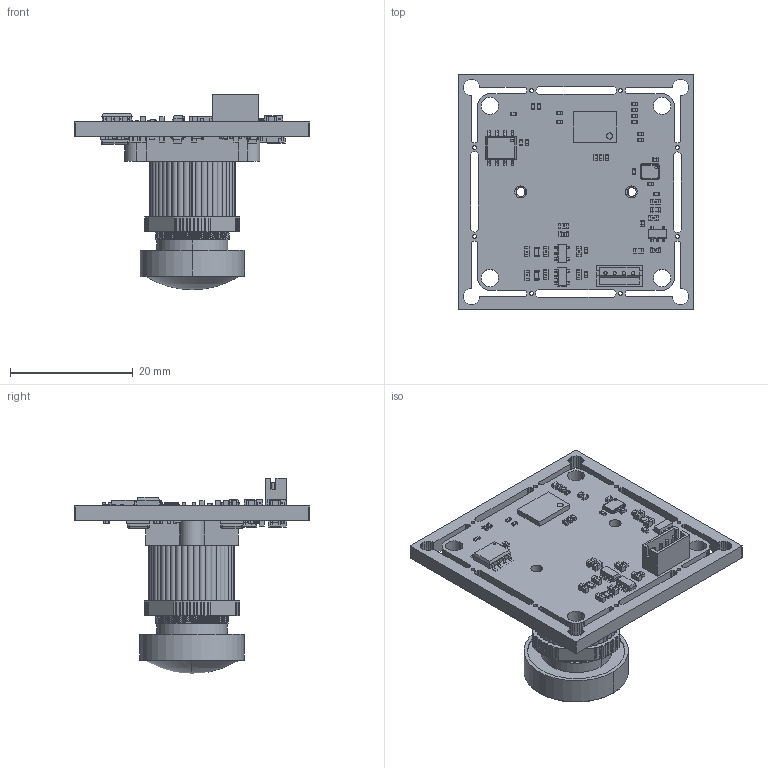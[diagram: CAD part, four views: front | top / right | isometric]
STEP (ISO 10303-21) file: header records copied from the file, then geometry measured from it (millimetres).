
FILE_DESCRIPTION (( 'STEP AP214' ), '1' );
FILE_NAME ('UC-684_Rev.F2耀倰.STEP', '2021-01-28T05:10:47', ( '' ), ( '' ), 'SwSTEP 2.0', 'SolidWorks 2020', '' );
FILE_SCHEMA (( 'AUTOMOTIVE_DESIGN' ));
Length unit declared in the file: millimetre
Products named in the file (190): C16.step; 999266528.step; C1.step; R9.step; C55.step; R19.step; R20.step; U3.step; C54.step; m12坶踡遠; U4.step; U11.step; C41.step; UC-684_Rev.F2.step; User_Library-CAPC_0402_CAPC_0402_Body_1-3.step; 999264224.step; 999264352.step; User_Library-CAPC_0402_CAPC_0402_Body_1-5.step; C12.step; 999263840.step; 999262816.step; C29.step; C48.step; R16.step; User_Library-CAPC_0402_CAPC_0402_Lead_1-4.step; 999264096.step; U9.step; L2.step; 999264608.step; 999266784.step; U12.step; C2.step; C3.step; C59.step; Extruded.step; Board.step; 999263968.step; C46.step; R2.step; 940715392.step ...
Assembly tree (326 placements, depth 5):
  UC-684_Rev.F2耀倰
    UC-684_Rev.F2.step
      R26.step
        999264864.step
      R25.step
        999264864.step
      R24.step
        999264736.step
      R23.step
        999264736.step
      R22.step
        999262816.step
          User_Library-FB_1608_Pad001.step
          User_Library-FB_1608_Cut.step
      R11.step
        999266912.step
      C46.step
        999265760.step
      C1.step
        999264224.step
          User_Library-CAPC_0402_CAPC_0402_Lead_1.step  x2
          User_Library-CAPC_0402_CAPC_0402_Body_1.step
      C2.step
        999265888.step
      C3.step
        999265888.step
      C4.step
        999264096.step
          User_Library-CAPC_0402_CAPC_0402_Lead_1-0.step  x2
          User_Library-CAPC_0402_CAPC_0402_Body_1-1.step
      C7.step
        999263840.step
          User_Library-CAPC_0402_CAPC_0402_Lead_1-2.step  x2
          User_Library-CAPC_0402_CAPC_0402_Body_1-3.step
      C9.step
        999264096.step
          User_Library-CAPC_0402_CAPC_0402_Lead_1-0.step  x2
          User_Library-CAPC_0402_CAPC_0402_Body_1-1.step
      C10.step
        999264096.step
          User_Library-CAPC_0402_CAPC_0402_Lead_1-0.step  x2
          User_Library-CAPC_0402_CAPC_0402_Body_1-1.step
      C11.step
        999264096.step
          User_Library-CAPC_0402_CAPC_0402_Lead_1-0.step  x2
          User_Library-CAPC_0402_CAPC_0402_Body_1-1.step
      C12.step
        999264096.step
          User_Library-CAPC_0402_CAPC_0402_Lead_1-0.step  x2
          User_Library-CAPC_0402_CAPC_0402_Body_1-1.step
      C13.step
        999264096.step
          User_Library-CAPC_0402_CAPC_0402_Lead_1-0.step  x2
          User_Library-CAPC_0402_CAPC_0402_Body_1-1.step
      C14.step
        999264352.step
          User_Library-CAPC_0402_CAPC_0402_Lead_1-4.step  x2
          User_Library-CAPC_0402_CAPC_0402_Body_1-5.step
      C15.step
        999264352.step
Bounding box: 38.25 x 38.25 x 31.78 mm (x, y, z)
Volume: 8759.4 mm3; surface area: 11079.9 mm2
Topology: 198 solids, 198 shells, 4850 faces, 11770 edges, 7079 vertices
Faces by surface type: plane 2927, cylinder 1150, bspline 413, sphere 196, cone 164
Entity records: 100650 total; most frequent: CARTESIAN_POINT 32370, DIRECTION 12492, ORIENTED_EDGE 12300, EDGE_CURVE 6150, VECTOR 4192, LINE 4192, AXIS2_PLACEMENT_3D 4150, VERTEX_POINT 3847
